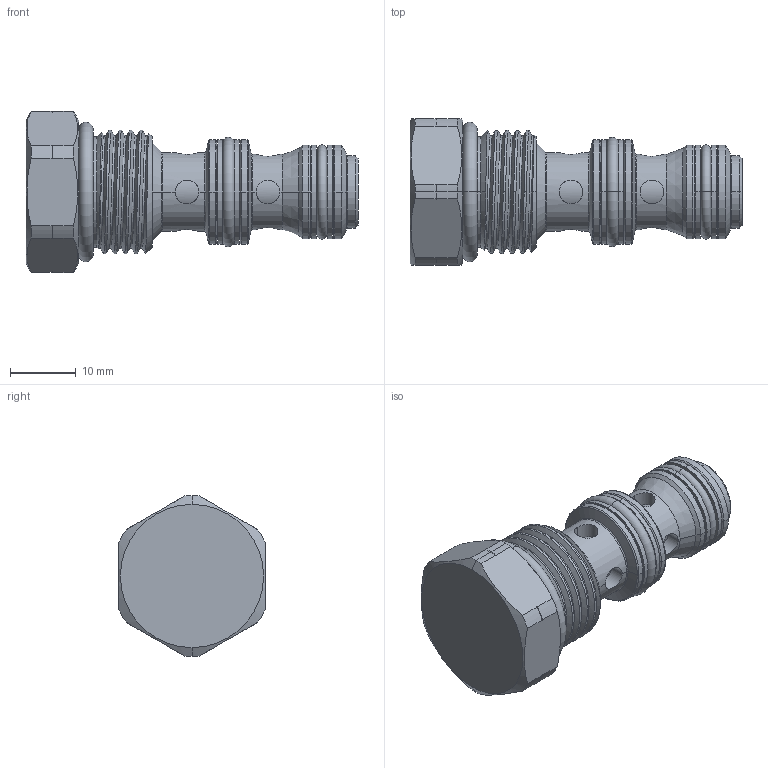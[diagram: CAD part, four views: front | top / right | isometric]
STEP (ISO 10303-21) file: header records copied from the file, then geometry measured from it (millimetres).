
FILE_DESCRIPTION (( 'STEP AP203' ), '1' );
FILE_NAME ('LS08W30-N.STEP', '2023-11-21T08:08:14', ( '' ), ( '' ), 'SwSTEP 2.0', 'SolidWorks 2018', '' );
FILE_SCHEMA (( 'CONFIG_CONTROL_DESIGN' ));
Length unit declared in the file: millimetre
Products named in the file (1): LS08W30-N
Bounding box: 50.52 x 22.22 x 24.5 mm (x, y, z)
Volume: 10488.9 mm3; surface area: 4816.3 mm2
Topology: 1 solids, 1 shells, 208 faces, 484 edges, 300 vertices
Faces by surface type: cylinder 98, cone 41, plane 38, torus 28, bspline 3
Entity records: 8534 total; most frequent: CARTESIAN_POINT 3801, DIRECTION 990, ORIENTED_EDGE 968, EDGE_CURVE 484, AXIS2_PLACEMENT_3D 416, VERTEX_POINT 300, EDGE_LOOP 230, CIRCLE 210
